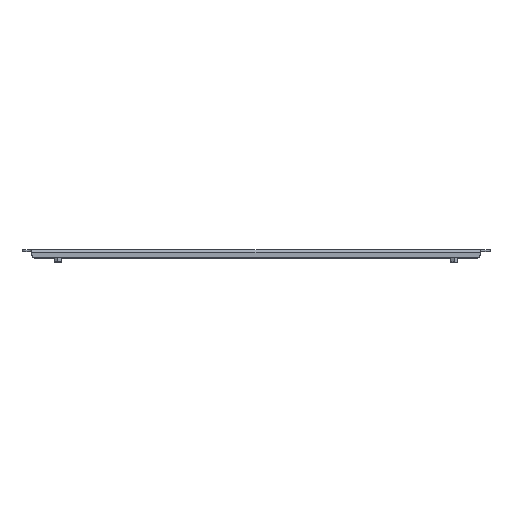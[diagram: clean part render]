
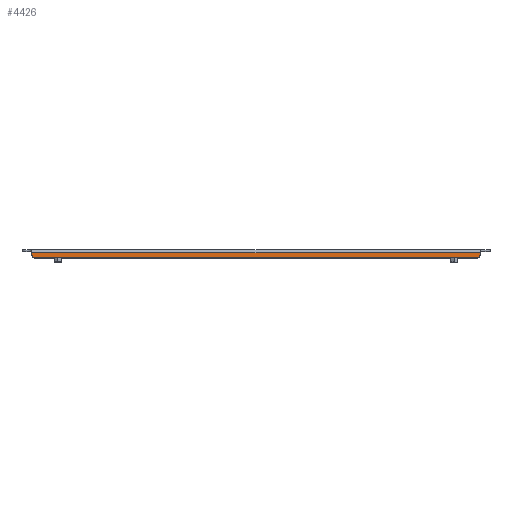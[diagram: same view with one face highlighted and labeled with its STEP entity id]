
A CAD part, top view. The second image highlights one B-rep face of the part: STEP entity #4426.
In plain terms, the highlighted planar face has unit normal (0, 0, 1).
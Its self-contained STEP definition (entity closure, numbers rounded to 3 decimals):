
#458 = DIRECTION ( 'NONE',  ( 0., 0., 1. ) ) ;
#480 = VECTOR ( 'NONE', #8553, 1000. ) ;
#510 = LINE ( 'NONE', #9388, #480 ) ;
#627 = CIRCLE ( 'NONE', #6436, 5. ) ;
#754 = CARTESIAN_POINT ( 'NONE',  ( 283., -5., 245. ) ) ;
#1040 = AXIS2_PLACEMENT_3D ( 'NONE', #2023, #5156, #8230 ) ;
#1061 = EDGE_CURVE ( 'NONE', #9776, #9797, #510, .T. ) ;
#1111 = DIRECTION ( 'NONE',  ( 1., 0., 0. ) ) ;
#1133 = AXIS2_PLACEMENT_3D ( 'NONE', #5387, #7845, #2052 ) ;
#1550 = VERTEX_POINT ( 'NONE', #4677 ) ;
#1939 = LINE ( 'NONE', #5065, #3791 ) ;
#1999 = CARTESIAN_POINT ( 'NONE',  ( 278., -10., 245. ) ) ;
#2023 = CARTESIAN_POINT ( 'NONE',  ( 0., 241.978, 245. ) ) ;
#2052 = DIRECTION ( 'NONE',  ( 0., -1., 0. ) ) ;
#2219 = CARTESIAN_POINT ( 'NONE',  ( -283., -5., 245. ) ) ;
#2333 = LINE ( 'NONE', #7136, #8075 ) ;
#2523 = VERTEX_POINT ( 'NONE', #1999 ) ;
#2854 = FACE_OUTER_BOUND ( 'NONE', #6617, .T. ) ;
#2982 = CARTESIAN_POINT ( 'NONE',  ( 0., -3.5, 245. ) ) ;
#3071 = VERTEX_POINT ( 'NONE', #754 ) ;
#3118 = EDGE_CURVE ( 'NONE', #9776, #1550, #5606, .T. ) ;
#3227 = DIRECTION ( 'NONE',  ( 0., -1., 0. ) ) ;
#3791 = VECTOR ( 'NONE', #1111, 1000. ) ;
#3897 = CARTESIAN_POINT ( 'NONE',  ( -283., -3.5, 245. ) ) ;
#4168 = CARTESIAN_POINT ( 'NONE',  ( 283., -3.5, 245. ) ) ;
#4237 = ORIENTED_EDGE ( 'NONE', *, *, #1061, .F. ) ;
#4426 = ADVANCED_FACE ( 'NONE', ( #2854 ), #5201, .T. ) ;
#4677 = CARTESIAN_POINT ( 'NONE',  ( -278., -10., 245. ) ) ;
#4934 = ORIENTED_EDGE ( 'NONE', *, *, #3118, .T. ) ;
#5065 = CARTESIAN_POINT ( 'NONE',  ( 295., -10., 245. ) ) ;
#5156 = DIRECTION ( 'NONE',  ( 0., 0., 1. ) ) ;
#5201 = PLANE ( 'NONE',  #1040 ) ;
#5203 = EDGE_CURVE ( 'NONE', #10060, #9797, #6935, .T. ) ;
#5387 = CARTESIAN_POINT ( 'NONE',  ( -278., -5., 245. ) ) ;
#5606 = CIRCLE ( 'NONE', #1133, 5. ) ;
#5969 = CARTESIAN_POINT ( 'NONE',  ( 278., -5., 245. ) ) ;
#6156 = DIRECTION ( 'NONE',  ( -1., 0., 0. ) ) ;
#6436 = AXIS2_PLACEMENT_3D ( 'NONE', #5969, #458, #9975 ) ;
#6574 = ORIENTED_EDGE ( 'NONE', *, *, #6622, .T. ) ;
#6617 = EDGE_LOOP ( 'NONE', ( #4237, #4934, #6574, #7458, #6825, #9298 ) ) ;
#6622 = EDGE_CURVE ( 'NONE', #1550, #2523, #1939, .T. ) ;
#6825 = ORIENTED_EDGE ( 'NONE', *, *, #8263, .F. ) ;
#6935 = LINE ( 'NONE', #2982, #8748 ) ;
#7136 = CARTESIAN_POINT ( 'NONE',  ( 283., 23.978, 245. ) ) ;
#7410 = EDGE_CURVE ( 'NONE', #2523, #3071, #627, .T. ) ;
#7458 = ORIENTED_EDGE ( 'NONE', *, *, #7410, .T. ) ;
#7845 = DIRECTION ( 'NONE',  ( 0., 0., 1. ) ) ;
#8075 = VECTOR ( 'NONE', #3227, 1000. ) ;
#8230 = DIRECTION ( 'NONE',  ( 0., -1., 0. ) ) ;
#8263 = EDGE_CURVE ( 'NONE', #10060, #3071, #2333, .T. ) ;
#8553 = DIRECTION ( 'NONE',  ( 0., 1., 0. ) ) ;
#8748 = VECTOR ( 'NONE', #6156, 1000. ) ;
#9298 = ORIENTED_EDGE ( 'NONE', *, *, #5203, .T. ) ;
#9388 = CARTESIAN_POINT ( 'NONE',  ( -283., 23.978, 245. ) ) ;
#9776 = VERTEX_POINT ( 'NONE', #2219 ) ;
#9797 = VERTEX_POINT ( 'NONE', #3897 ) ;
#9975 = DIRECTION ( 'NONE',  ( 0., -1., 0. ) ) ;
#10060 = VERTEX_POINT ( 'NONE', #4168 ) ;
